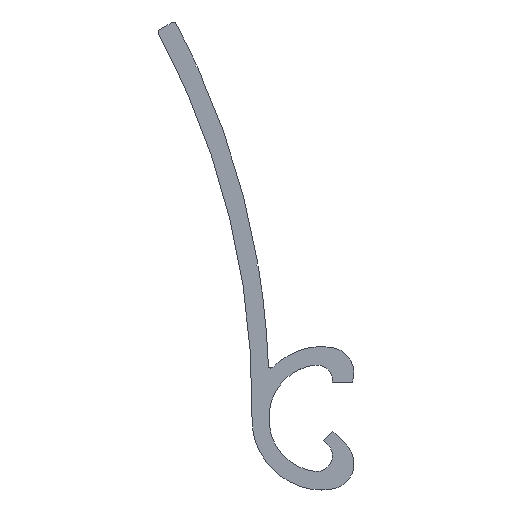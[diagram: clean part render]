
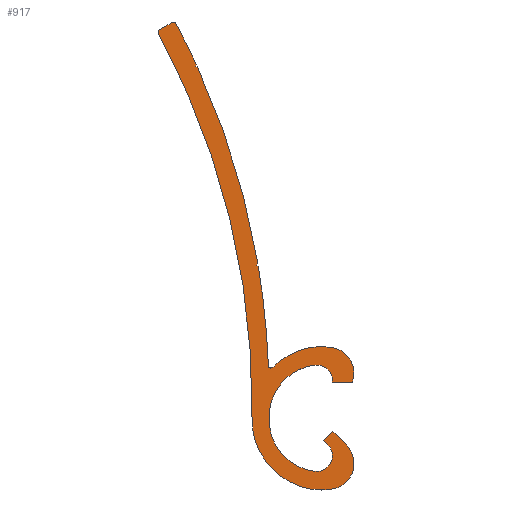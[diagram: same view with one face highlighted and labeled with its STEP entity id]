
A CAD part, top view. The second image highlights one B-rep face of the part: STEP entity #917.
In plain terms, the highlighted planar face has unit normal (0, 0, 1).
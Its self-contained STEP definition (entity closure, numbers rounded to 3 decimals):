
#49=CARTESIAN_POINT('',(-18.664,43.186,1.0));
#50=VERTEX_POINT('',#49);
#51=CARTESIAN_POINT('',(-18.396,42.997,1.0));
#52=VERTEX_POINT('',#51);
#53=CARTESIAN_POINT('',(-18.664,43.186,1.0));
#54=DIRECTION('',(0.819,-0.574,0.0));
#55=VECTOR('',#54,0.328);
#56=LINE('',#53,#55);
#57=EDGE_CURVE('',#50,#52,#56,.T.);
#89=CARTESIAN_POINT('',(-16.459,23.928,1.0));
#90=VERTEX_POINT('',#89);
#91=CARTESIAN_POINT('',(-168.349,18.138,1.0));
#92=DIRECTION('',(0.0,0.0,-1.0));
#93=DIRECTION('',(-0.999,-0.038,0.0));
#94=AXIS2_PLACEMENT_3D('',#91,#92,#93);
#95=CIRCLE('',#94,152.0);
#96=EDGE_CURVE('',#52,#90,#95,.T.);
#122=CARTESIAN_POINT('',(-15.61,23.59,1.0));
#123=VERTEX_POINT('',#122);
#124=CARTESIAN_POINT('',(-15.96,23.947,1.0));
#125=DIRECTION('',(0.0,0.0,1.0));
#126=DIRECTION('',(-0.999,-0.038,0.0));
#127=AXIS2_PLACEMENT_3D('',#124,#125,#126);
#128=CIRCLE('',#127,0.5);
#129=EDGE_CURVE('',#90,#123,#128,.T.);
#155=CARTESIAN_POINT('',(-14.05,24.896,1.0));
#156=VERTEX_POINT('',#155);
#157=CARTESIAN_POINT('',(-6.316,14.076,1.0));
#158=DIRECTION('',(0.0,0.0,-1.));
#159=DIRECTION('',(0.582,-0.814,0.0));
#160=AXIS2_PLACEMENT_3D('',#157,#158,#159);
#161=CIRCLE('',#160,13.3);
#162=EDGE_CURVE('',#123,#156,#161,.T.);
#188=CARTESIAN_POINT('',(-4.128,27.383,1.0));
#189=VERTEX_POINT('',#188);
#190=CARTESIAN_POINT('',(-6.316,15.076,1.0));
#191=DIRECTION('',(0.0,0.0,-1.0));
#192=DIRECTION('',(-0.175,-0.985,0.0));
#193=AXIS2_PLACEMENT_3D('',#190,#191,#192);
#194=CIRCLE('',#193,12.5);
#195=EDGE_CURVE('',#156,#189,#194,.T.);
#221=CARTESIAN_POINT('',(-0.31,20.735,1.0));
#222=VERTEX_POINT('',#221);
#223=CARTESIAN_POINT('',(-5.003,22.46,1.0));
#224=DIRECTION('',(0.0,0.0,-1.0));
#225=DIRECTION('',(-0.939,0.345,0.0));
#226=AXIS2_PLACEMENT_3D('',#223,#224,#225);
#227=CIRCLE('',#226,5.0);
#228=EDGE_CURVE('',#189,#222,#227,.T.);
#254=CARTESIAN_POINT('',(-4.158,20.735,1.0));
#255=VERTEX_POINT('',#254);
#256=CARTESIAN_POINT('',(-0.31,20.735,1.0));
#257=DIRECTION('',(-1.0,0.0,0.0));
#258=VECTOR('',#257,3.848);
#259=LINE('',#256,#258);
#260=EDGE_CURVE('',#222,#255,#259,.T.);
#285=CARTESIAN_POINT('',(-7.498,24.006,1.0));
#286=VERTEX_POINT('',#285);
#287=CARTESIAN_POINT('',(-7.143,21.027,1.0));
#288=DIRECTION('',(0.0,0.0,1.));
#289=DIRECTION('',(0.995,-0.097,0.0));
#290=AXIS2_PLACEMENT_3D('',#287,#288,#289);
#291=CIRCLE('',#290,3.0);
#292=EDGE_CURVE('',#255,#286,#291,.T.);
#318=CARTESIAN_POINT('',(-16.312,13.788,1.0));
#319=VERTEX_POINT('',#318);
#320=CARTESIAN_POINT('',(-6.316,14.076,1.0));
#321=DIRECTION('',(0.0,0.0,1.));
#322=DIRECTION('',(-0.118,0.993,0.0));
#323=AXIS2_PLACEMENT_3D('',#320,#321,#322);
#324=CIRCLE('',#323,10.0);
#325=EDGE_CURVE('',#286,#319,#324,.T.);
#351=CARTESIAN_POINT('',(-7.498,3.57,1.0));
#352=VERTEX_POINT('',#351);
#353=CARTESIAN_POINT('',(-6.316,13.5,1.0));
#354=DIRECTION('',(0.0,0.0,1.0));
#355=DIRECTION('',(-1.,0.029,0.0));
#356=AXIS2_PLACEMENT_3D('',#353,#354,#355);
#357=CIRCLE('',#356,10.0);
#358=EDGE_CURVE('',#319,#352,#357,.T.);
#384=CARTESIAN_POINT('',(-5.022,8.671,1.0));
#385=VERTEX_POINT('',#384);
#386=CARTESIAN_POINT('',(-7.143,6.549,1.0));
#387=DIRECTION('',(0.0,0.0,1.));
#388=DIRECTION('',(-0.118,-0.993,0.0));
#389=AXIS2_PLACEMENT_3D('',#386,#387,#388);
#390=CIRCLE('',#389,3.0);
#391=EDGE_CURVE('',#352,#385,#390,.T.);
#417=CARTESIAN_POINT('',(-5.82,9.468,1.0));
#418=VERTEX_POINT('',#417);
#419=CARTESIAN_POINT('',(-5.022,8.671,1.0));
#420=DIRECTION('',(-0.707,0.707,0.0));
#421=VECTOR('',#420,1.128);
#422=LINE('',#419,#421);
#423=EDGE_CURVE('',#385,#418,#422,.T.);
#448=CARTESIAN_POINT('',(-4.05,11.237,1.0));
#449=VERTEX_POINT('',#448);
#450=CARTESIAN_POINT('',(-5.82,9.468,1.0));
#451=DIRECTION('',(0.707,0.707,0.0));
#452=VECTOR('',#451,2.502);
#453=LINE('',#450,#452);
#454=EDGE_CURVE('',#418,#449,#453,.T.);
#479=CARTESIAN_POINT('',(-1.464,8.651,1.0));
#480=VERTEX_POINT('',#479);
#481=CARTESIAN_POINT('',(-4.05,11.237,1.0));
#482=DIRECTION('',(0.707,-0.707,0.0));
#483=VECTOR('',#482,3.657);
#484=LINE('',#481,#483);
#485=EDGE_CURVE('',#449,#480,#484,.T.);
#510=CARTESIAN_POINT('',(-4.125,0.193,1.0));
#511=VERTEX_POINT('',#510);
#512=CARTESIAN_POINT('',(-5.0,5.116,1.0));
#513=DIRECTION('',(0.0,0.0,-1.0));
#514=DIRECTION('',(-0.175,0.985,0.0));
#515=AXIS2_PLACEMENT_3D('',#512,#513,#514);
#516=CIRCLE('',#515,5.0);
#517=EDGE_CURVE('',#480,#511,#516,.T.);
#543=CARTESIAN_POINT('',(-14.047,2.68,1.0));
#544=VERTEX_POINT('',#543);
#545=CARTESIAN_POINT('',(-6.313,12.5,1.0));
#546=DIRECTION('',(0.0,0.0,-1.0));
#547=DIRECTION('',(0.619,0.786,0.0));
#548=AXIS2_PLACEMENT_3D('',#545,#546,#547);
#549=CIRCLE('',#548,12.5);
#550=EDGE_CURVE('',#511,#544,#549,.T.);
#576=CARTESIAN_POINT('',(-19.608,13.883,1.0));
#577=VERTEX_POINT('',#576);
#578=CARTESIAN_POINT('',(-6.313,13.5,1.0));
#579=DIRECTION('',(0.0,0.0,-1.0));
#580=DIRECTION('',(1.,-0.029,0.0));
#581=AXIS2_PLACEMENT_3D('',#578,#579,#580);
#582=CIRCLE('',#581,13.3);
#583=EDGE_CURVE('',#544,#577,#582,.T.);
#609=CARTESIAN_POINT('',(-37.615,87.789,1.0));
#610=VERTEX_POINT('',#609);
#611=CARTESIAN_POINT('',(-169.585,16.488,1.0));
#612=DIRECTION('',(0.0,0.0,1.));
#613=DIRECTION('',(1.,-0.017,0.0));
#614=AXIS2_PLACEMENT_3D('',#611,#612,#613);
#615=CIRCLE('',#614,150.);
#616=EDGE_CURVE('',#577,#610,#615,.T.);
#642=CARTESIAN_POINT('',(-37.425,88.46,1.0));
#643=VERTEX_POINT('',#642);
#644=CARTESIAN_POINT('',(-37.175,88.027,1.0));
#645=DIRECTION('',(0.0,0.0,-1.));
#646=DIRECTION('',(0.5,-0.866,0.0));
#647=AXIS2_PLACEMENT_3D('',#644,#645,#646);
#648=CIRCLE('',#647,0.5);
#649=EDGE_CURVE('',#610,#643,#648,.T.);
#675=CARTESIAN_POINT('',(-34.939,89.895,1.0));
#676=VERTEX_POINT('',#675);
#677=CARTESIAN_POINT('',(-37.425,88.46,1.0));
#678=DIRECTION('',(0.866,0.5,0.0));
#679=VECTOR('',#678,2.871);
#680=LINE('',#677,#679);
#681=EDGE_CURVE('',#643,#676,#680,.T.);
#706=CARTESIAN_POINT('',(-34.248,89.697,1.0));
#707=VERTEX_POINT('',#706);
#708=CARTESIAN_POINT('',(-34.689,89.462,1.0));
#709=DIRECTION('',(0.0,0.0,-1.0));
#710=DIRECTION('',(-0.882,-0.471,0.0));
#711=AXIS2_PLACEMENT_3D('',#708,#709,#710);
#712=CIRCLE('',#711,0.5);
#713=EDGE_CURVE('',#676,#707,#712,.T.);
#739=CARTESIAN_POINT('',(-30.326,81.806,1.0));
#740=VERTEX_POINT('',#739);
#741=CARTESIAN_POINT('',(-168.349,18.138,1.0));
#742=DIRECTION('',(0.0,0.0,-1.0));
#743=DIRECTION('',(-0.908,-0.419,0.0));
#744=AXIS2_PLACEMENT_3D('',#741,#742,#743);
#745=CIRCLE('',#744,152.0);
#746=EDGE_CURVE('',#707,#740,#745,.T.);
#772=CARTESIAN_POINT('',(-30.427,81.428,1.0));
#773=VERTEX_POINT('',#772);
#774=CARTESIAN_POINT('',(-30.326,81.806,1.0));
#775=DIRECTION('',(-0.259,-0.966,0.0));
#776=VECTOR('',#775,0.391);
#777=LINE('',#774,#776);
#778=EDGE_CURVE('',#740,#773,#777,.T.);
#803=CARTESIAN_POINT('',(-30.113,81.344,1.0));
#804=VERTEX_POINT('',#803);
#805=CARTESIAN_POINT('',(-30.427,81.428,1.0));
#806=DIRECTION('',(0.966,-0.259,0.0));
#807=VECTOR('',#806,0.325);
#808=LINE('',#805,#807);
#809=EDGE_CURVE('',#773,#804,#808,.T.);
#834=CARTESIAN_POINT('',(-18.473,43.459,1.0));
#835=VERTEX_POINT('',#834);
#836=CARTESIAN_POINT('',(-168.349,18.138,1.0));
#837=DIRECTION('',(0.0,0.0,-1.0));
#838=DIRECTION('',(-0.986,-0.167,0.0));
#839=AXIS2_PLACEMENT_3D('',#836,#837,#838);
#840=CIRCLE('',#839,152.);
#841=EDGE_CURVE('',#804,#835,#840,.T.);
#867=CARTESIAN_POINT('',(-18.473,43.459,1.0));
#868=DIRECTION('',(-0.574,-0.819,0.0));
#869=VECTOR('',#868,0.334);
#870=LINE('',#867,#869);
#871=EDGE_CURVE('',#835,#50,#870,.T.);
#884=CARTESIAN_POINT('',(-18.08,37.503,1.0));
#885=DIRECTION('',(0.0,0.0,1.0));
#886=DIRECTION('',(1.0,0.0,0.0));
#887=AXIS2_PLACEMENT_3D('',#884,#885,#886);
#888=PLANE('',#887);
#889=ORIENTED_EDGE('',*,*,#57,.F.);
#890=ORIENTED_EDGE('',*,*,#871,.F.);
#891=ORIENTED_EDGE('',*,*,#841,.F.);
#892=ORIENTED_EDGE('',*,*,#809,.F.);
#893=ORIENTED_EDGE('',*,*,#778,.F.);
#894=ORIENTED_EDGE('',*,*,#746,.F.);
#895=ORIENTED_EDGE('',*,*,#713,.F.);
#896=ORIENTED_EDGE('',*,*,#681,.F.);
#897=ORIENTED_EDGE('',*,*,#649,.F.);
#898=ORIENTED_EDGE('',*,*,#616,.F.);
#899=ORIENTED_EDGE('',*,*,#583,.F.);
#900=ORIENTED_EDGE('',*,*,#550,.F.);
#901=ORIENTED_EDGE('',*,*,#517,.F.);
#902=ORIENTED_EDGE('',*,*,#485,.F.);
#903=ORIENTED_EDGE('',*,*,#454,.F.);
#904=ORIENTED_EDGE('',*,*,#423,.F.);
#905=ORIENTED_EDGE('',*,*,#391,.F.);
#906=ORIENTED_EDGE('',*,*,#358,.F.);
#907=ORIENTED_EDGE('',*,*,#325,.F.);
#908=ORIENTED_EDGE('',*,*,#292,.F.);
#909=ORIENTED_EDGE('',*,*,#260,.F.);
#910=ORIENTED_EDGE('',*,*,#228,.F.);
#911=ORIENTED_EDGE('',*,*,#195,.F.);
#912=ORIENTED_EDGE('',*,*,#162,.F.);
#913=ORIENTED_EDGE('',*,*,#129,.F.);
#914=ORIENTED_EDGE('',*,*,#96,.F.);
#915=EDGE_LOOP('',(#889,#890,#891,#892,#893,#894,#895,#896,#897,#898,#899,#900,#901,#902,#903,#904,#905,#906,#907,#908,#909,#910,#911,#912,#913,#914));
#916=FACE_OUTER_BOUND('',#915,.T.);
#917=ADVANCED_FACE('',(#916),#888,.T.);
